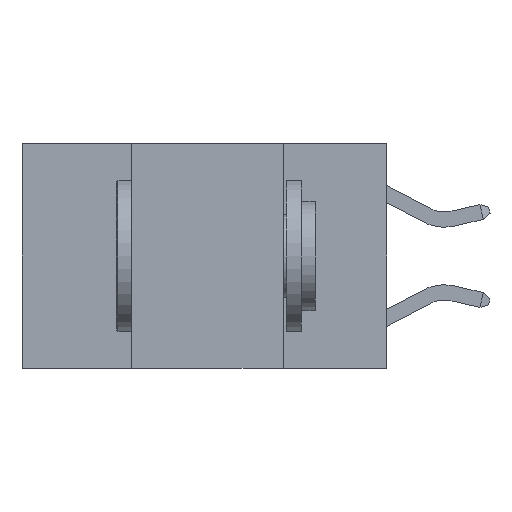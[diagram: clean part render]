
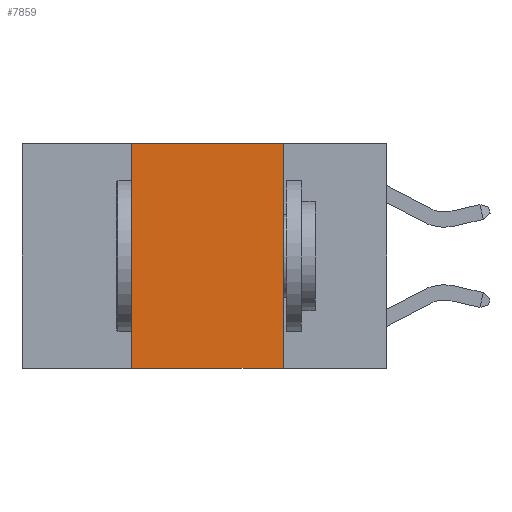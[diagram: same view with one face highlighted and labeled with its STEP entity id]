
A CAD part, left-side view. The second image highlights one B-rep face of the part: STEP entity #7859.
In plain terms, the highlighted planar face has unit normal (-1, 0, 0).
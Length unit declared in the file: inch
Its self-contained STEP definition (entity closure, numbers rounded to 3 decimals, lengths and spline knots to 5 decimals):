
#65 = VECTOR ( 'NONE', #12996, 39.37008 ) ;
#329 = CARTESIAN_POINT ( 'NONE',  ( 0., 0.6, 0. ) ) ;
#1080 = DIRECTION ( 'NONE',  ( 0., 0., -1. ) ) ;
#1196 = CARTESIAN_POINT ( 'NONE',  ( 0., 0.42, -0.37 ) ) ;
#1851 = CARTESIAN_POINT ( 'NONE',  ( 0., 0.17, 0. ) ) ;
#2473 = VERTEX_POINT ( 'NONE', #4093 ) ;
#2526 = EDGE_CURVE ( 'NONE', #12749, #5636, #7361, .T. ) ;
#2590 = CARTESIAN_POINT ( 'NONE',  ( 0., 0.42, 0. ) ) ;
#3275 = EDGE_CURVE ( 'NONE', #10370, #2473, #9837, .T. ) ;
#3709 = DIRECTION ( 'NONE',  ( 0., 0., 1. ) ) ;
#4011 = EDGE_CURVE ( 'NONE', #2473, #12749, #12032, .T. ) ;
#4093 = CARTESIAN_POINT ( 'NONE',  ( 0., 0.42, 0. ) ) ;
#4364 = VECTOR ( 'NONE', #1080, 39.37008 ) ;
#4843 = CARTESIAN_POINT ( 'NONE',  ( 0., 0.17, 0. ) ) ;
#5517 = FACE_OUTER_BOUND ( 'NONE', #5773, .T. ) ;
#5636 = VERTEX_POINT ( 'NONE', #6931 ) ;
#5773 = EDGE_LOOP ( 'NONE', ( #7461, #12017, #8090, #7711 ) ) ;
#5801 = LINE ( 'NONE', #6361, #65 ) ;
#6030 = DIRECTION ( 'NONE',  ( 0., -1., 0. ) ) ;
#6312 = CARTESIAN_POINT ( 'NONE',  ( 0., 0.6, 0. ) ) ;
#6361 = CARTESIAN_POINT ( 'NONE',  ( 0., 0.6, -0.37 ) ) ;
#6466 = VECTOR ( 'NONE', #3709, 39.37008 ) ;
#6470 = VECTOR ( 'NONE', #6030, 39.37008 ) ;
#6931 = CARTESIAN_POINT ( 'NONE',  ( 0., 0.17, -0.37 ) ) ;
#7361 = LINE ( 'NONE', #1851, #4364 ) ;
#7426 = DIRECTION ( 'NONE',  ( 0., 0., -1. ) ) ;
#7461 = ORIENTED_EDGE ( 'NONE', *, *, #2526, .F. ) ;
#7711 = ORIENTED_EDGE ( 'NONE', *, *, #10826, .T. ) ;
#7859 = ADVANCED_FACE ( 'NONE', ( #5517 ), #11851, .F. ) ;
#8090 = ORIENTED_EDGE ( 'NONE', *, *, #3275, .F. ) ;
#9837 = LINE ( 'NONE', #2590, #6466 ) ;
#10370 = VERTEX_POINT ( 'NONE', #1196 ) ;
#10826 = EDGE_CURVE ( 'NONE', #10370, #5636, #5801, .T. ) ;
#11851 = PLANE ( 'NONE',  #12301 ) ;
#12017 = ORIENTED_EDGE ( 'NONE', *, *, #4011, .F. ) ;
#12032 = LINE ( 'NONE', #329, #6470 ) ;
#12301 = AXIS2_PLACEMENT_3D ( 'NONE', #6312, #13994, #7426 ) ;
#12749 = VERTEX_POINT ( 'NONE', #4843 ) ;
#12996 = DIRECTION ( 'NONE',  ( 0., -1., 0. ) ) ;
#13994 = DIRECTION ( 'NONE',  ( 1., 0., 0. ) ) ;
